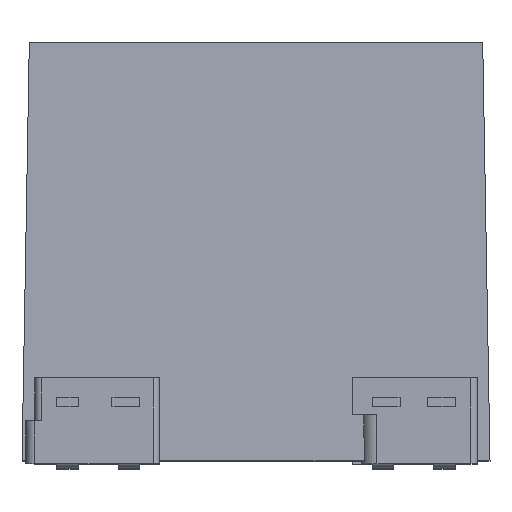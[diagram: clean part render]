
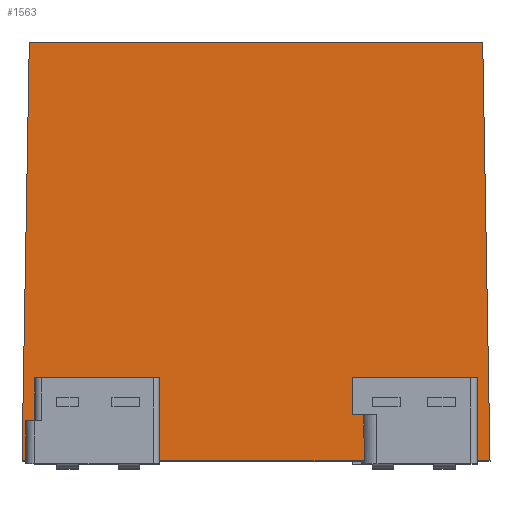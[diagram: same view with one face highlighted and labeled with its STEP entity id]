
A CAD part, top view. The second image highlights one B-rep face of the part: STEP entity #1563.
In plain terms, the highlighted planar face has unit normal (0, 0.018, 1).
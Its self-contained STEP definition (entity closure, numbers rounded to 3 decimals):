
#4 = VERTEX_POINT ( 'NONE', #3227 ) ;
#9 = VERTEX_POINT ( 'NONE', #1594 ) ;
#27 = DIRECTION ( 'NONE',  ( 0., 1., -0.017 ) ) ;
#29 = DIRECTION ( 'NONE',  ( -0.017, 1., -0.017 ) ) ;
#38 = LINE ( 'NONE', #428, #3458 ) ;
#145 = VECTOR ( 'NONE', #3545, 1000. ) ;
#239 = ORIENTED_EDGE ( 'NONE', *, *, #4005, .F. ) ;
#255 = EDGE_CURVE ( 'NONE', #1642, #3298, #1378, .T. ) ;
#283 = VERTEX_POINT ( 'NONE', #3316 ) ;
#292 = CARTESIAN_POINT ( 'NONE',  ( 3.15, 7., 7.383 ) ) ;
#352 = CARTESIAN_POINT ( 'NONE',  ( 3.509, -5.111, 7.594 ) ) ;
#380 = CARTESIAN_POINT ( 'NONE',  ( 7.2, -3.9, 7.573 ) ) ;
#428 = CARTESIAN_POINT ( 'NONE',  ( 0., -6.6, 7.62 ) ) ;
#486 = VECTOR ( 'NONE', #1800, 1000. ) ;
#498 = CARTESIAN_POINT ( 'NONE',  ( 3.525, -6.6, 7.62 ) ) ;
#501 = CARTESIAN_POINT ( 'NONE',  ( -7.378, 7.258, 7.378 ) ) ;
#502 = LINE ( 'NONE', #1146, #2186 ) ;
#517 = CARTESIAN_POINT ( 'NONE',  ( -7.383, 7., 7.383 ) ) ;
#523 = ORIENTED_EDGE ( 'NONE', *, *, #2163, .T. ) ;
#560 = LINE ( 'NONE', #292, #3985 ) ;
#572 = CARTESIAN_POINT ( 'NONE',  ( -7.2, -5.3, 7.597 ) ) ;
#645 = DIRECTION ( 'NONE',  ( 0., -1., 0.017 ) ) ;
#666 = DIRECTION ( 'NONE',  ( 1., 0., 0. ) ) ;
#753 = LINE ( 'NONE', #2588, #4170 ) ;
#804 = DIRECTION ( 'NONE',  ( 1., 0., 0. ) ) ;
#835 = VERTEX_POINT ( 'NONE', #3377 ) ;
#895 = EDGE_CURVE ( 'NONE', #1642, #934, #3139, .T. ) ;
#934 = VERTEX_POINT ( 'NONE', #517 ) ;
#944 = DIRECTION ( 'NONE',  ( -1., 0., 0. ) ) ;
#969 = CARTESIAN_POINT ( 'NONE',  ( -7.2, 7., 7.383 ) ) ;
#972 = CARTESIAN_POINT ( 'NONE',  ( -7.2, -3.9, 7.573 ) ) ;
#979 = VECTOR ( 'NONE', #3196, 1000. ) ;
#1012 = CARTESIAN_POINT ( 'NONE',  ( 3.525, -6.6, 7.62 ) ) ;
#1024 = CARTESIAN_POINT ( 'NONE',  ( 0., -6.6, 7.62 ) ) ;
#1096 = ORIENTED_EDGE ( 'NONE', *, *, #3924, .F. ) ;
#1146 = CARTESIAN_POINT ( 'NONE',  ( -7.383, -5.111, 7.594 ) ) ;
#1214 = VERTEX_POINT ( 'NONE', #1871 ) ;
#1231 = CARTESIAN_POINT ( 'NONE',  ( 7.62, -6.6, 7.62 ) ) ;
#1239 = DIRECTION ( 'NONE',  ( -1., 0., 0. ) ) ;
#1241 = CARTESIAN_POINT ( 'NONE',  ( -7.383, -3.9, 7.573 ) ) ;
#1336 = AXIS2_PLACEMENT_3D ( 'NONE', #1785, #4081, #2127 ) ;
#1378 = LINE ( 'NONE', #1024, #486 ) ;
#1385 = VECTOR ( 'NONE', #2483, 1000. ) ;
#1448 = PLANE ( 'NONE',  #1336 ) ;
#1470 = CARTESIAN_POINT ( 'NONE',  ( -7.62, -6.6, 7.62 ) ) ;
#1554 = EDGE_CURVE ( 'NONE', #4, #4262, #38, .T. ) ;
#1559 = CARTESIAN_POINT ( 'NONE',  ( -3.15, 7., 7.383 ) ) ;
#1563 = ADVANCED_FACE ( 'NONE', ( #2220 ), #1448, .T. ) ;
#1575 = ORIENTED_EDGE ( 'NONE', *, *, #255, .T. ) ;
#1586 = ORIENTED_EDGE ( 'NONE', *, *, #1554, .T. ) ;
#1594 = CARTESIAN_POINT ( 'NONE',  ( 7.383, 7., 7.383 ) ) ;
#1628 = LINE ( 'NONE', #2037, #2591 ) ;
#1642 = VERTEX_POINT ( 'NONE', #1470 ) ;
#1761 = CARTESIAN_POINT ( 'NONE',  ( -7.494, -6.17, 7.612 ) ) ;
#1785 = CARTESIAN_POINT ( 'NONE',  ( -7.383, 7., 7.383 ) ) ;
#1799 = ORIENTED_EDGE ( 'NONE', *, *, #3782, .F. ) ;
#1800 = DIRECTION ( 'NONE',  ( 1., 0., 0. ) ) ;
#1811 = LINE ( 'NONE', #2688, #3341 ) ;
#1827 = VECTOR ( 'NONE', #666, 1000. ) ;
#1871 = CARTESIAN_POINT ( 'NONE',  ( -3.15, -6.6, 7.62 ) ) ;
#1929 = LINE ( 'NONE', #1241, #145 ) ;
#1941 = EDGE_CURVE ( 'NONE', #835, #2537, #2995, .T. ) ;
#1948 = CARTESIAN_POINT ( 'NONE',  ( 3.15, -3.9, 7.573 ) ) ;
#2037 = CARTESIAN_POINT ( 'NONE',  ( 7.378, 7.258, 7.378 ) ) ;
#2059 = EDGE_CURVE ( 'NONE', #3892, #3163, #3203, .T. ) ;
#2127 = DIRECTION ( 'NONE',  ( 0., -1., 0.017 ) ) ;
#2163 = EDGE_CURVE ( 'NONE', #3892, #4139, #502, .T. ) ;
#2186 = VECTOR ( 'NONE', #3456, 1000. ) ;
#2220 = FACE_OUTER_BOUND ( 'NONE', #3940, .T. ) ;
#2300 = CARTESIAN_POINT ( 'NONE',  ( 3.509, -5.111, 7.594 ) ) ;
#2338 = CARTESIAN_POINT ( 'NONE',  ( 3.514, -5.616, 7.603 ) ) ;
#2345 = VERTEX_POINT ( 'NONE', #572 ) ;
#2359 = VERTEX_POINT ( 'NONE', #1948 ) ;
#2426 = VECTOR ( 'NONE', #804, 1000. ) ;
#2483 = DIRECTION ( 'NONE',  ( 0.017, 1., -0.017 ) ) ;
#2484 = ORIENTED_EDGE ( 'NONE', *, *, #4055, .F. ) ;
#2537 = VERTEX_POINT ( 'NONE', #972 ) ;
#2582 = LINE ( 'NONE', #3977, #1827 ) ;
#2588 = CARTESIAN_POINT ( 'NONE',  ( -7.383, -5.3, 7.597 ) ) ;
#2591 = VECTOR ( 'NONE', #29, 1000. ) ;
#2601 = ORIENTED_EDGE ( 'NONE', *, *, #3332, .T. ) ;
#2636 = EDGE_CURVE ( 'NONE', #4262, #9, #1628, .T. ) ;
#2657 = ORIENTED_EDGE ( 'NONE', *, *, #2636, .T. ) ;
#2688 = CARTESIAN_POINT ( 'NONE',  ( 7.2, 7., 7.383 ) ) ;
#2702 = VERTEX_POINT ( 'NONE', #380 ) ;
#2719 = CARTESIAN_POINT ( 'NONE',  ( -7.496, -5.3, 7.597 ) ) ;
#2871 = VECTOR ( 'NONE', #645, 1000. ) ;
#2888 = VECTOR ( 'NONE', #1239, 1000. ) ;
#2905 = CARTESIAN_POINT ( 'NONE',  ( -7.492, -6.6, 7.62 ) ) ;
#2925 = ORIENTED_EDGE ( 'NONE', *, *, #1941, .F. ) ;
#2940 = DIRECTION ( 'NONE',  ( 0., 1., -0.017 ) ) ;
#2995 = LINE ( 'NONE', #3869, #2888 ) ;
#3001 = CARTESIAN_POINT ( 'NONE',  ( 3.519, -6.113, 7.611 ) ) ;
#3077 = DIRECTION ( 'NONE',  ( 1., 0., 0. ) ) ;
#3139 = LINE ( 'NONE', #501, #1385 ) ;
#3149 = CARTESIAN_POINT ( 'NONE',  ( 3.15, -5.111, 7.594 ) ) ;
#3163 = VERTEX_POINT ( 'NONE', #498 ) ;
#3196 = DIRECTION ( 'NONE',  ( 0., -1., 0.017 ) ) ;
#3203 =( BOUNDED_CURVE ( )  B_SPLINE_CURVE ( 3, ( #352, #2338, #3001, #1012 ),
 .UNSPECIFIED., .F., .F. ) 
 B_SPLINE_CURVE_WITH_KNOTS ( ( 4, 4 ),
 ( 5.21, 5.272 ),
 .UNSPECIFIED. ) 
 CURVE ( )  GEOMETRIC_REPRESENTATION_ITEM ( )  RATIONAL_B_SPLINE_CURVE ( ( 1., 1., 1., 1. ) ) 
 REPRESENTATION_ITEM ( '' )  );
#3227 = CARTESIAN_POINT ( 'NONE',  ( 7.2, -6.6, 7.62 ) ) ;
#3232 = EDGE_CURVE ( 'NONE', #835, #1214, #3727, .T. ) ;
#3298 = VERTEX_POINT ( 'NONE', #2905 ) ;
#3316 = CARTESIAN_POINT ( 'NONE',  ( -7.496, -5.3, 7.597 ) ) ;
#3332 = EDGE_CURVE ( 'NONE', #4139, #2359, #560, .T. ) ;
#3341 = VECTOR ( 'NONE', #27, 1000. ) ;
#3377 = CARTESIAN_POINT ( 'NONE',  ( -3.15, -3.9, 7.573 ) ) ;
#3448 = EDGE_CURVE ( 'NONE', #934, #9, #2582, .T. ) ;
#3456 = DIRECTION ( 'NONE',  ( -1., 0., 0. ) ) ;
#3458 = VECTOR ( 'NONE', #3077, 1000. ) ;
#3545 = DIRECTION ( 'NONE',  ( -1., 0., 0. ) ) ;
#3577 = ORIENTED_EDGE ( 'NONE', *, *, #2059, .F. ) ;
#3618 = ORIENTED_EDGE ( 'NONE', *, *, #3232, .T. ) ;
#3646 = EDGE_CURVE ( 'NONE', #1214, #3163, #4291, .T. ) ;
#3721 = CARTESIAN_POINT ( 'NONE',  ( -7.495, -5.737, 7.605 ) ) ;
#3727 = LINE ( 'NONE', #1559, #979 ) ;
#3756 = LINE ( 'NONE', #969, #2871 ) ;
#3773 = CARTESIAN_POINT ( 'NONE',  ( 0., -6.6, 7.62 ) ) ;
#3782 = EDGE_CURVE ( 'NONE', #2702, #2359, #1929, .T. ) ;
#3787 =( BOUNDED_CURVE ( )  B_SPLINE_CURVE ( 3, ( #2719, #3721, #1761, #4053 ),
 .UNSPECIFIED., .F., .T. ) 
 B_SPLINE_CURVE_WITH_KNOTS ( ( 4, 4 ),
 ( 4.871, 4.948 ),
 .UNSPECIFIED. ) 
 CURVE ( )  GEOMETRIC_REPRESENTATION_ITEM ( )  RATIONAL_B_SPLINE_CURVE ( ( 1., 1., 1., 1. ) ) 
 REPRESENTATION_ITEM ( '' )  );
#3845 = EDGE_CURVE ( 'NONE', #2345, #283, #753, .T. ) ;
#3869 = CARTESIAN_POINT ( 'NONE',  ( -7.383, -3.9, 7.573 ) ) ;
#3892 = VERTEX_POINT ( 'NONE', #2300 ) ;
#3924 = EDGE_CURVE ( 'NONE', #2537, #2345, #3756, .T. ) ;
#3940 = EDGE_LOOP ( 'NONE', ( #1799, #239, #1586, #2657, #4246, #4174, #1575, #2484, #3961, #1096, #2925, #3618, #4219, #3577, #523, #2601 ) ) ;
#3961 = ORIENTED_EDGE ( 'NONE', *, *, #3845, .F. ) ;
#3977 = CARTESIAN_POINT ( 'NONE',  ( -7.383, 7., 7.383 ) ) ;
#3985 = VECTOR ( 'NONE', #2940, 1000. ) ;
#4005 = EDGE_CURVE ( 'NONE', #4, #2702, #1811, .T. ) ;
#4053 = CARTESIAN_POINT ( 'NONE',  ( -7.492, -6.6, 7.62 ) ) ;
#4055 = EDGE_CURVE ( 'NONE', #283, #3298, #3787, .T. ) ;
#4081 = DIRECTION ( 'NONE',  ( 0., 0.017, 1. ) ) ;
#4139 = VERTEX_POINT ( 'NONE', #3149 ) ;
#4170 = VECTOR ( 'NONE', #944, 1000. ) ;
#4174 = ORIENTED_EDGE ( 'NONE', *, *, #895, .F. ) ;
#4219 = ORIENTED_EDGE ( 'NONE', *, *, #3646, .T. ) ;
#4246 = ORIENTED_EDGE ( 'NONE', *, *, #3448, .F. ) ;
#4262 = VERTEX_POINT ( 'NONE', #1231 ) ;
#4291 = LINE ( 'NONE', #3773, #2426 ) ;
